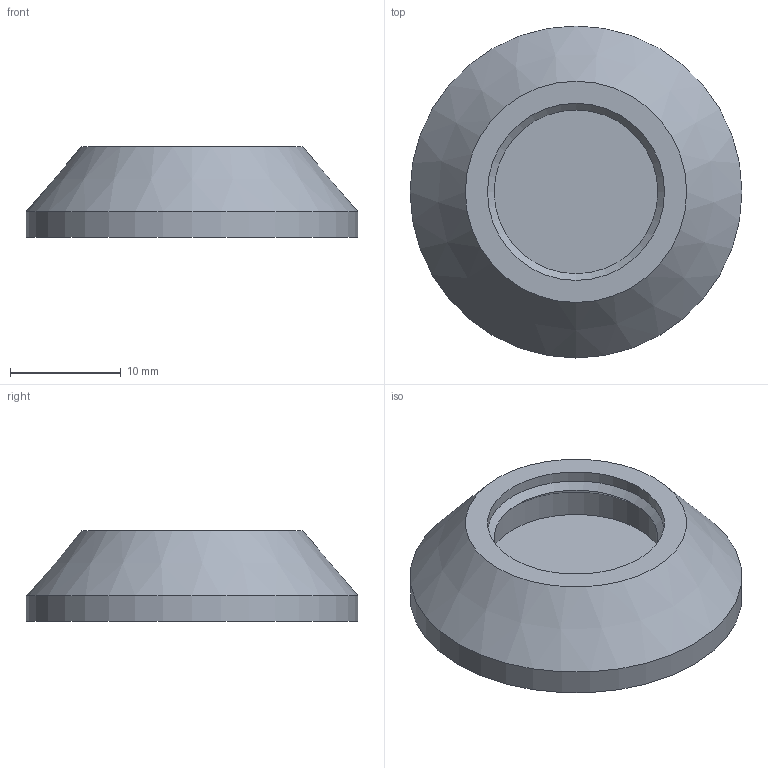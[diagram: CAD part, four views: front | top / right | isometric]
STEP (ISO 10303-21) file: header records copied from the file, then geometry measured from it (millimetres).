
FILE_DESCRIPTION(/* description */ (''),/* implementation_level */ '2;1');
FILE_NAME(/* name */ 'ScrewFoot.step',/* time_stamp */ '2023-06-09T17:21:12-05:00',/* author */ (''),/* organization */ (''),/* preprocessor_version */ 'ST-DEVELOPER v19.2',/* originating_system */ 'Autodesk Translation Framework v12.6.0.85',/* authorisation */ '');
FILE_SCHEMA (('AUTOMOTIVE_DESIGN { 1 0 10303 214 3 1 1 }'));
Length unit declared in the file: millimetre
Products named in the file (5): Arm2 (v11~recovered); Mount Plate; Clamp; Screw; Foot
Assembly tree (4 placements, depth 5):
  Arm2 (v11~recovered)
    Mount Plate
      Clamp
        Screw
          Foot
Bounding box: 30 x 30 x 8.2 mm (x, y, z)
Volume: 3632.4 mm3; surface area: 2103.1 mm2
Topology: 1 solids, 1 shells, 9 faces, 14 edges, 8 vertices
Faces by surface type: plane 3, cylinder 3, cone 3
Full cylindrical faces by diameter (mm): 16 x2, 30 x1
Entity records: 324 total; most frequent: DIRECTION 58, CARTESIAN_POINT 40, ORIENTED_EDGE 28, AXIS2_PLACEMENT_3D 26, EDGE_CURVE 14, EDGE_LOOP 10, FACE_OUTER_BOUND 9, ADVANCED_FACE 9
